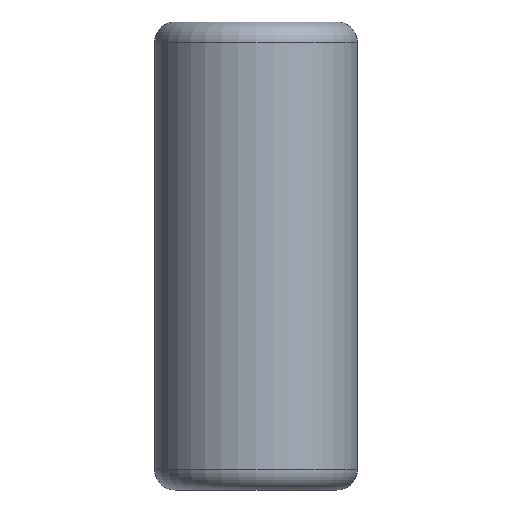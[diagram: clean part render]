
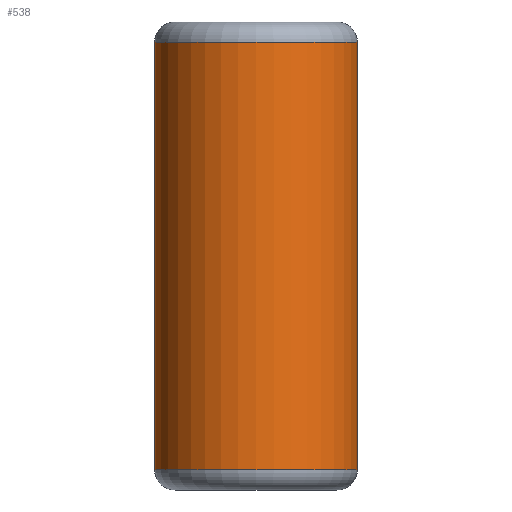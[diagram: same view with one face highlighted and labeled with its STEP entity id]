
A CAD part, front view. The second image highlights one B-rep face of the part: STEP entity #538.
In plain terms, the highlighted cylindrical face has radius 3.772 mm (diameter 7.544 mm), a partial arc.
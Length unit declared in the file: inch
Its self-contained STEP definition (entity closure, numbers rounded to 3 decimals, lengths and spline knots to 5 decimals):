
#126 = AXIS2_PLACEMENT_3D ( 'NONE', #1637, #850, #453 ) ;
#135 = DIRECTION ( 'NONE',  ( 0., 0., 1. ) ) ;
#144 = FACE_OUTER_BOUND ( 'NONE', #1417, .T. ) ;
#246 = VERTEX_POINT ( 'NONE', #795 ) ;
#303 = VERTEX_POINT ( 'NONE', #1591 ) ;
#429 = CYLINDRICAL_SURFACE ( 'NONE', #126, 0.1485 ) ;
#453 = DIRECTION ( 'NONE',  ( 1., 0., 0. ) ) ;
#464 = CARTESIAN_POINT ( 'NONE',  ( 0.242, -0.75, 0. ) ) ;
#538 = ADVANCED_FACE ( 'NONE', ( #144 ), #429, .T. ) ;
#640 = CARTESIAN_POINT ( 'NONE',  ( 0.0935, -0.75, -0.3125 ) ) ;
#661 = EDGE_CURVE ( 'NONE', #1262, #303, #667, .T. ) ;
#662 = AXIS2_PLACEMENT_3D ( 'NONE', #640, #2047, #852 ) ;
#667 = CIRCLE ( 'NONE', #2545, 0.1485 ) ;
#718 = VERTEX_POINT ( 'NONE', #2338 ) ;
#747 = CARTESIAN_POINT ( 'NONE',  ( -0.055, -0.75, 0.3125 ) ) ;
#795 = CARTESIAN_POINT ( 'NONE',  ( -0.055, -0.75, -0.3125 ) ) ;
#850 = DIRECTION ( 'NONE',  ( 0., 0., 1. ) ) ;
#852 = DIRECTION ( 'NONE',  ( 1., 0., 0. ) ) ;
#921 = VECTOR ( 'NONE', #943, 39.37008 ) ;
#943 = DIRECTION ( 'NONE',  ( 0., 0., 1. ) ) ;
#1262 = VERTEX_POINT ( 'NONE', #1883 ) ;
#1273 = LINE ( 'NONE', #464, #2344 ) ;
#1285 = ORIENTED_EDGE ( 'NONE', *, *, #1792, .F. ) ;
#1290 = ORIENTED_EDGE ( 'NONE', *, *, #661, .F. ) ;
#1335 = CARTESIAN_POINT ( 'NONE',  ( 0.0935, -0.75, 0.3125 ) ) ;
#1417 = EDGE_LOOP ( 'NONE', ( #1464, #2008, #1290, #1285 ) ) ;
#1464 = ORIENTED_EDGE ( 'NONE', *, *, #1653, .T. ) ;
#1528 = DIRECTION ( 'NONE',  ( 1., 0., 0. ) ) ;
#1591 = CARTESIAN_POINT ( 'NONE',  ( 0.242, -0.75, 0.3125 ) ) ;
#1637 = CARTESIAN_POINT ( 'NONE',  ( 0.0935, -0.75, 0. ) ) ;
#1638 = DIRECTION ( 'NONE',  ( 0., 0., 1. ) ) ;
#1653 = EDGE_CURVE ( 'NONE', #246, #718, #2119, .T. ) ;
#1725 = EDGE_CURVE ( 'NONE', #718, #303, #1273, .T. ) ;
#1792 = EDGE_CURVE ( 'NONE', #246, #1262, #2252, .T. ) ;
#1883 = CARTESIAN_POINT ( 'NONE',  ( -0.055, -0.75, 0.3125 ) ) ;
#2008 = ORIENTED_EDGE ( 'NONE', *, *, #1725, .T. ) ;
#2047 = DIRECTION ( 'NONE',  ( 0., 0., 1. ) ) ;
#2119 = CIRCLE ( 'NONE', #662, 0.1485 ) ;
#2252 = LINE ( 'NONE', #747, #921 ) ;
#2338 = CARTESIAN_POINT ( 'NONE',  ( 0.242, -0.75, -0.3125 ) ) ;
#2344 = VECTOR ( 'NONE', #1638, 39.37008 ) ;
#2545 = AXIS2_PLACEMENT_3D ( 'NONE', #1335, #135, #1528 ) ;
